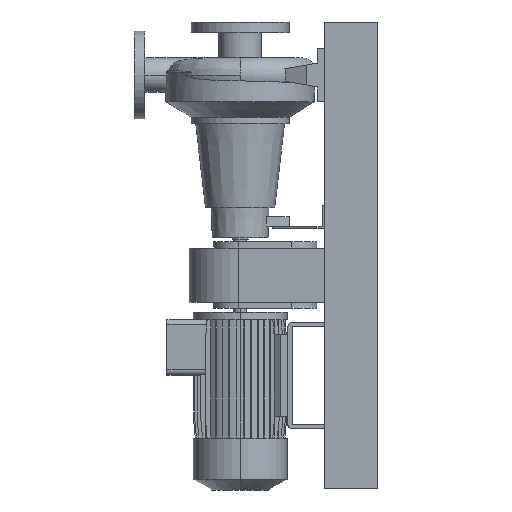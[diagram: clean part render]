
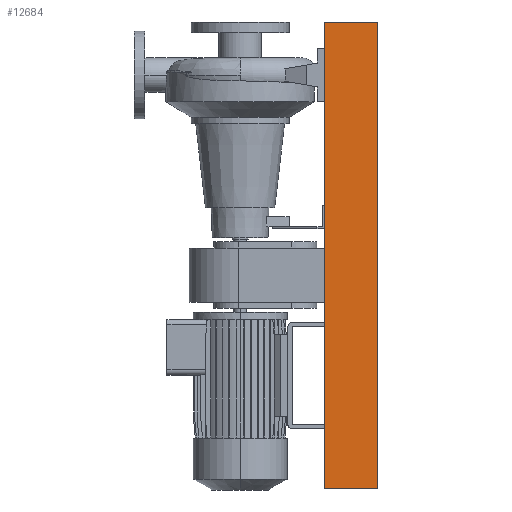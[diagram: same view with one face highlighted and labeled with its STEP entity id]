
A CAD part, left-side view. The second image highlights one B-rep face of the part: STEP entity #12684.
In plain terms, the highlighted planar face has unit normal (-1, 0, 0).
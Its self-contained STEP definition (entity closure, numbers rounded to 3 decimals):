
#1194 = LINE ( 'NONE', #15612, #12114 ) ;
#1447 = VERTEX_POINT ( 'NONE', #8301 ) ;
#1615 = ORIENTED_EDGE ( 'NONE', *, *, #5021, .T. ) ;
#1913 = LINE ( 'NONE', #3434, #8004 ) ;
#2323 = VERTEX_POINT ( 'NONE', #20107 ) ;
#3133 = EDGE_LOOP ( 'NONE', ( #14637, #6416, #5947, #1615 ) ) ;
#3296 = VECTOR ( 'NONE', #5385, 1000. ) ;
#3434 = CARTESIAN_POINT ( 'NONE',  ( -150., -50., -440. ) ) ;
#4664 = CARTESIAN_POINT ( 'NONE',  ( -150., -50., 440. ) ) ;
#4734 = CARTESIAN_POINT ( 'NONE',  ( -150., -50., 440. ) ) ;
#5008 = PLANE ( 'NONE',  #13458 ) ;
#5021 = EDGE_CURVE ( 'NONE', #2323, #11827, #1913, .T. ) ;
#5385 = DIRECTION ( 'NONE',  ( 0., -1., 0. ) ) ;
#5947 = ORIENTED_EDGE ( 'NONE', *, *, #14906, .T. ) ;
#6416 = ORIENTED_EDGE ( 'NONE', *, *, #8899, .F. ) ;
#6601 = FACE_OUTER_BOUND ( 'NONE', #3133, .T. ) ;
#8004 = VECTOR ( 'NONE', #19939, 1000. ) ;
#8301 = CARTESIAN_POINT ( 'NONE',  ( -150., 50., 440. ) ) ;
#8899 = EDGE_CURVE ( 'NONE', #12124, #1447, #1194, .T. ) ;
#10310 = DIRECTION ( 'NONE',  ( 0., 0., 1. ) ) ;
#10596 = DIRECTION ( 'NONE',  ( 0., 0., 1. ) ) ;
#11094 = CARTESIAN_POINT ( 'NONE',  ( -150., -50., -440. ) ) ;
#11446 = DIRECTION ( 'NONE',  ( 0., -1., 0. ) ) ;
#11827 = VERTEX_POINT ( 'NONE', #4664 ) ;
#12114 = VECTOR ( 'NONE', #10596, 1000. ) ;
#12124 = VERTEX_POINT ( 'NONE', #19218 ) ;
#12684 = ADVANCED_FACE ( 'NONE', ( #6601 ), #5008, .T. ) ;
#12828 = LINE ( 'NONE', #4734, #16016 ) ;
#13458 = AXIS2_PLACEMENT_3D ( 'NONE', #11094, #14912, #10310 ) ;
#14637 = ORIENTED_EDGE ( 'NONE', *, *, #20242, .F. ) ;
#14906 = EDGE_CURVE ( 'NONE', #12124, #2323, #17032, .T. ) ;
#14912 = DIRECTION ( 'NONE',  ( -1., 0., 0. ) ) ;
#15612 = CARTESIAN_POINT ( 'NONE',  ( -150., 50., -440. ) ) ;
#16016 = VECTOR ( 'NONE', #11446, 1000. ) ;
#16823 = CARTESIAN_POINT ( 'NONE',  ( -150., -50., -440. ) ) ;
#17032 = LINE ( 'NONE', #16823, #3296 ) ;
#19218 = CARTESIAN_POINT ( 'NONE',  ( -150., 50., -440. ) ) ;
#19939 = DIRECTION ( 'NONE',  ( 0., 0., 1. ) ) ;
#20107 = CARTESIAN_POINT ( 'NONE',  ( -150., -50., -440. ) ) ;
#20242 = EDGE_CURVE ( 'NONE', #1447, #11827, #12828, .T. ) ;
